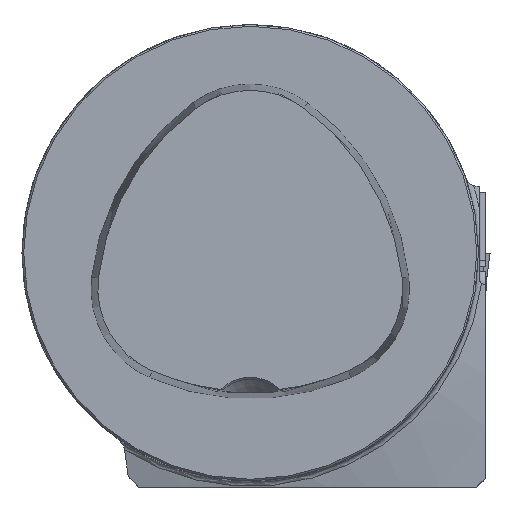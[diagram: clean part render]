
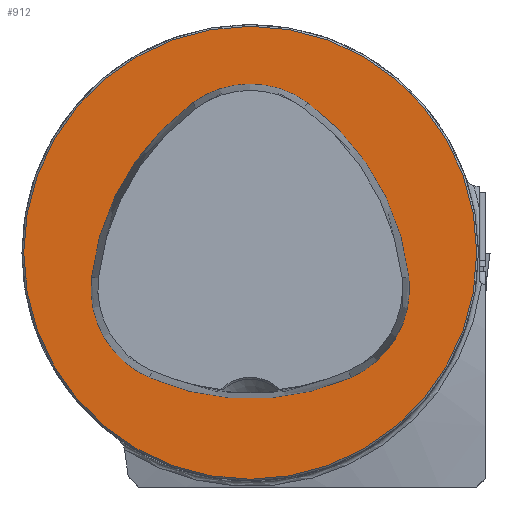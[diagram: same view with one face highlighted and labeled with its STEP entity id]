
A CAD part, top view. The second image highlights one B-rep face of the part: STEP entity #912.
In plain terms, the highlighted planar face has unit normal (0, 0, 1).
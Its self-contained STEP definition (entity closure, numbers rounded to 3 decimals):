
#135=FACE_BOUND('',#1261,.T.);
#136=FACE_BOUND('',#1262,.T.);
#222=PLANE('',#3483);
#912=ADVANCED_FACE('CU_FL_N1_SU_1',(#135,#136),#222,.T.);
#1261=EDGE_LOOP('',(#1723,#1724,#1725,#1726,#1727,#1728));
#1262=EDGE_LOOP('',(#1729));
#1412=CIRCLE('',#3474,44.075);
#1414=CIRCLE('',#3477,44.075);
#1415=CIRCLE('',#3478,17.075);
#1416=CIRCLE('',#3479,17.075);
#1417=CIRCLE('',#3480,44.075);
#1418=CIRCLE('',#3481,17.075);
#1419=CIRCLE('',#3482,39.7);
#1723=ORIENTED_EDGE('',*,*,#2900,.F.);
#1724=ORIENTED_EDGE('',*,*,#2901,.F.);
#1725=ORIENTED_EDGE('',*,*,#2893,.F.);
#1726=ORIENTED_EDGE('',*,*,#2902,.F.);
#1727=ORIENTED_EDGE('',*,*,#2903,.F.);
#1728=ORIENTED_EDGE('',*,*,#2904,.F.);
#1729=ORIENTED_EDGE('',*,*,#2905,.T.);
#2536=VERTEX_POINT('',#5115);
#2537=VERTEX_POINT('',#5117);
#2543=VERTEX_POINT('',#5149);
#2544=VERTEX_POINT('',#5150);
#2545=VERTEX_POINT('',#5153);
#2546=VERTEX_POINT('',#5155);
#2547=VERTEX_POINT('',#5158);
#2893=EDGE_CURVE('',#2536,#2537,#1412,.T.);
#2900=EDGE_CURVE('',#2543,#2544,#1414,.T.);
#2901=EDGE_CURVE('',#2537,#2543,#1415,.T.);
#2902=EDGE_CURVE('',#2545,#2536,#1416,.T.);
#2903=EDGE_CURVE('',#2546,#2545,#1417,.T.);
#2904=EDGE_CURVE('',#2544,#2546,#1418,.T.);
#2905=EDGE_CURVE('',#2547,#2547,#1419,.T.);
#3474=AXIS2_PLACEMENT_3D('',#5116,#3883,#3884);
#3477=AXIS2_PLACEMENT_3D('',#5148,#3890,#3891);
#3478=AXIS2_PLACEMENT_3D('',#5151,#3892,#3893);
#3479=AXIS2_PLACEMENT_3D('',#5152,#3894,#3895);
#3480=AXIS2_PLACEMENT_3D('',#5154,#3896,#3897);
#3481=AXIS2_PLACEMENT_3D('',#5156,#3898,#3899);
#3482=AXIS2_PLACEMENT_3D('',#5157,#3900,#3901);
#3483=AXIS2_PLACEMENT_3D('',#5159,#3902,#3903);
#3883=DIRECTION('',(0.,0.,1.));
#3884=DIRECTION('',(-1.,0.,0.));
#3890=DIRECTION('',(0.,0.,1.));
#3891=DIRECTION('',(-1.,0.,0.));
#3892=DIRECTION('',(0.,0.,1.));
#3893=DIRECTION('',(-1.,0.,0.));
#3894=DIRECTION('',(0.,0.,1.));
#3895=DIRECTION('',(-1.,0.,0.));
#3896=DIRECTION('',(0.,0.,1.));
#3897=DIRECTION('',(-1.,0.,0.));
#3898=DIRECTION('',(0.,0.,1.));
#3899=DIRECTION('',(-1.,0.,0.));
#3900=DIRECTION('',(0.,0.,1.));
#3901=DIRECTION('',(-1.,0.,0.));
#3902=DIRECTION('',(0.,0.,1.));
#3903=DIRECTION('',(-1.,0.,0.));
#5115=CARTESIAN_POINT('',(-17.691,-21.869,0.));
#5116=CARTESIAN_POINT('',(0.,18.5,0.));
#5117=CARTESIAN_POINT('',(17.691,-21.869,0.));
#5148=CARTESIAN_POINT('',(-15.993,-9.254,0.));
#5149=CARTESIAN_POINT('',(27.805,-4.317,0.));
#5150=CARTESIAN_POINT('',(10.114,26.257,0.));
#5151=CARTESIAN_POINT('',(10.837,-6.23,0.));
#5152=CARTESIAN_POINT('',(-10.837,-6.23,0.));
#5153=CARTESIAN_POINT('',(-27.805,-4.317,0.));
#5154=CARTESIAN_POINT('',(15.993,-9.254,0.));
#5155=CARTESIAN_POINT('',(-10.114,26.257,0.));
#5156=CARTESIAN_POINT('',(0.,12.5,0.));
#5157=CARTESIAN_POINT('',(0.,0.,0.));
#5158=CARTESIAN_POINT('',(-39.7,0.,0.));
#5159=CARTESIAN_POINT('',(0.,0.,0.));
